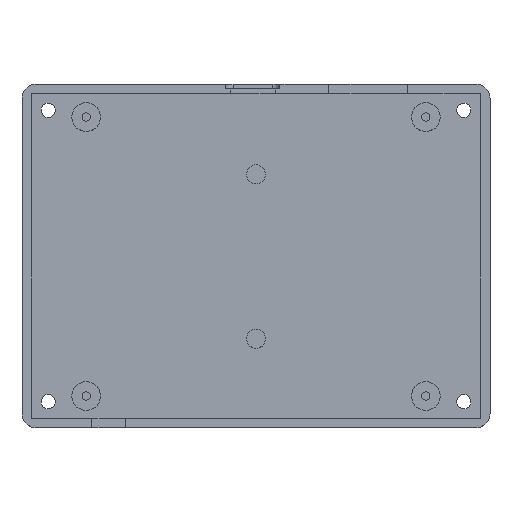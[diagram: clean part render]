
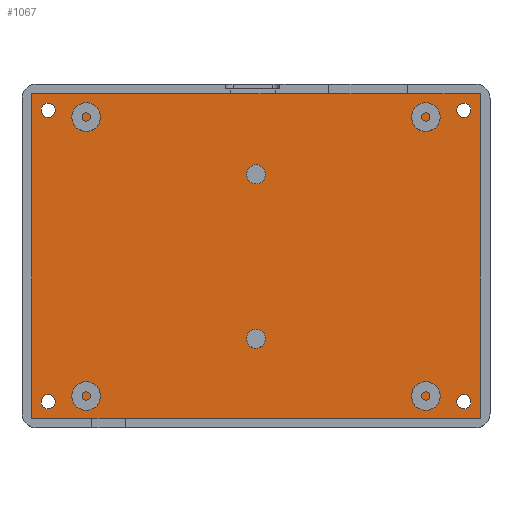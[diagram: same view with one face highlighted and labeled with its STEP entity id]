
A CAD part, top view. The second image highlights one B-rep face of the part: STEP entity #1067.
In plain terms, the highlighted planar face has unit normal (0, 0, 1).
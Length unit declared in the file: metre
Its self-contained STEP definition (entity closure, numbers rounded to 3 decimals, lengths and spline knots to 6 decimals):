
#72=CIRCLE('',#1239,0.0015);
#73=CIRCLE('',#1240,0.0015);
#74=CIRCLE('',#1241,0.0015);
#75=CIRCLE('',#1242,0.0015);
#206=ORIENTED_EDGE('',*,*,#473,.F.);
#207=ORIENTED_EDGE('',*,*,#474,.F.);
#208=ORIENTED_EDGE('',*,*,#475,.F.);
#209=ORIENTED_EDGE('',*,*,#476,.F.);
#210=ORIENTED_EDGE('',*,*,#477,.F.);
#211=ORIENTED_EDGE('',*,*,#478,.T.);
#212=ORIENTED_EDGE('',*,*,#419,.T.);
#213=ORIENTED_EDGE('',*,*,#479,.F.);
#419=EDGE_CURVE('',#558,#557,#659,.T.);
#473=EDGE_CURVE('',#600,#600,#72,.T.);
#474=EDGE_CURVE('',#601,#601,#73,.T.);
#475=EDGE_CURVE('',#602,#602,#74,.T.);
#476=EDGE_CURVE('',#603,#603,#75,.T.);
#477=EDGE_CURVE('',#604,#605,#700,.T.);
#478=EDGE_CURVE('',#604,#558,#701,.T.);
#479=EDGE_CURVE('',#605,#557,#702,.T.);
#557=VERTEX_POINT('',#1750);
#558=VERTEX_POINT('',#1752);
#600=VERTEX_POINT('',#1858);
#601=VERTEX_POINT('',#1860);
#602=VERTEX_POINT('',#1862);
#603=VERTEX_POINT('',#1864);
#604=VERTEX_POINT('',#1866);
#605=VERTEX_POINT('',#1867);
#659=LINE('',#1751,#741);
#700=LINE('',#1865,#782);
#701=LINE('',#1868,#783);
#702=LINE('',#1869,#784);
#741=VECTOR('',#1380,1.);
#782=VECTOR('',#1475,1.);
#783=VECTOR('',#1476,1.);
#784=VECTOR('',#1477,1.);
#818=EDGE_LOOP('',(#206));
#819=EDGE_LOOP('',(#207));
#820=EDGE_LOOP('',(#208));
#821=EDGE_LOOP('',(#209));
#822=EDGE_LOOP('',(#210,#211,#212,#213));
#926=FACE_BOUND('',#818,.T.);
#927=FACE_BOUND('',#819,.T.);
#928=FACE_BOUND('',#820,.T.);
#929=FACE_BOUND('',#821,.T.);
#930=FACE_BOUND('',#822,.T.);
#1029=PLANE('',#1238);
#1067=ADVANCED_FACE('',(#926,#927,#928,#929,#930),#1029,.T.);
#1238=AXIS2_PLACEMENT_3D('',#1856,#1465,#1466);
#1239=AXIS2_PLACEMENT_3D('',#1857,#1467,#1468);
#1240=AXIS2_PLACEMENT_3D('',#1859,#1469,#1470);
#1241=AXIS2_PLACEMENT_3D('',#1861,#1471,#1472);
#1242=AXIS2_PLACEMENT_3D('',#1863,#1473,#1474);
#1380=DIRECTION('',(1.,0.,0.));
#1465=DIRECTION('',(0.,0.,1.));
#1466=DIRECTION('',(1.,0.,0.));
#1467=DIRECTION('',(0.,0.,1.));
#1468=DIRECTION('',(1.,0.,0.));
#1469=DIRECTION('',(0.,0.,1.));
#1470=DIRECTION('',(1.,0.,0.));
#1471=DIRECTION('',(0.,0.,1.));
#1472=DIRECTION('',(1.,0.,0.));
#1473=DIRECTION('',(0.,0.,1.));
#1474=DIRECTION('',(1.,0.,0.));
#1475=DIRECTION('',(1.,0.,0.));
#1476=DIRECTION('',(0.,-1.,0.));
#1477=DIRECTION('',(0.,-1.,0.));
#1750=CARTESIAN_POINT('',(0.047,-0.037457,-0.0105));
#1751=CARTESIAN_POINT('',(0.,-0.037457,-0.0105));
#1752=CARTESIAN_POINT('',(-0.047,-0.037457,-0.0105));
#1856=CARTESIAN_POINT('',(0.,-0.003457,-0.0105));
#1857=CARTESIAN_POINT('',(-0.0435,-0.033957,-0.0105));
#1858=CARTESIAN_POINT('',(-0.042,-0.033957,-0.0105));
#1859=CARTESIAN_POINT('',(0.0435,-0.033957,-0.0105));
#1860=CARTESIAN_POINT('',(0.045,-0.033957,-0.0105));
#1861=CARTESIAN_POINT('',(0.0435,0.027043,-0.0105));
#1862=CARTESIAN_POINT('',(0.045,0.027043,-0.0105));
#1863=CARTESIAN_POINT('',(-0.0435,0.027043,-0.0105));
#1864=CARTESIAN_POINT('',(-0.042,0.027043,-0.0105));
#1865=CARTESIAN_POINT('',(0.,0.030543,-0.0105));
#1866=CARTESIAN_POINT('',(-0.047,0.030543,-0.0105));
#1867=CARTESIAN_POINT('',(0.047,0.030543,-0.0105));
#1868=CARTESIAN_POINT('',(-0.047,-0.003457,-0.0105));
#1869=CARTESIAN_POINT('',(0.047,-0.003457,-0.0105));
